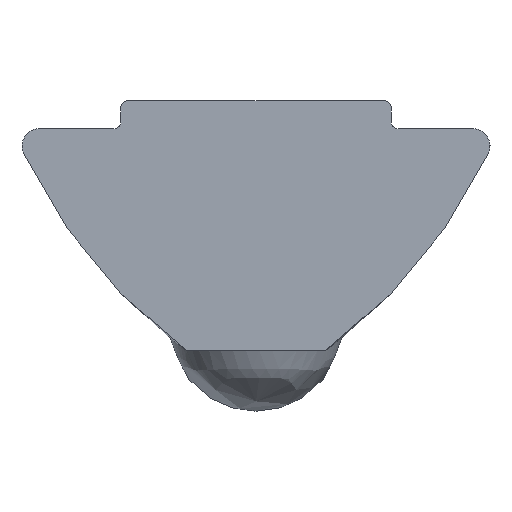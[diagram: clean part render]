
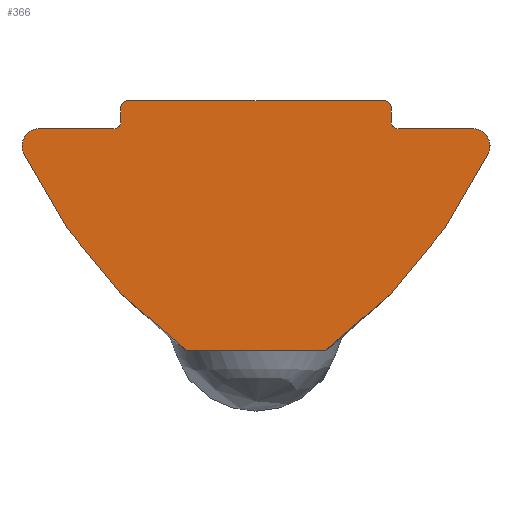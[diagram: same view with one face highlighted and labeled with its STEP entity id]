
A CAD part, left-side view. The second image highlights one B-rep face of the part: STEP entity #366.
In plain terms, the highlighted planar face has unit normal (-1, 0, 0).
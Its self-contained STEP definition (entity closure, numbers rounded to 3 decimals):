
#13 = CIRCLE ( 'NONE', #49, 0.2 ) ;
#25 = AXIS2_PLACEMENT_3D ( 'NONE', #407, #90, #590 ) ;
#43 = CARTESIAN_POINT ( 'NONE',  ( -7.5, -6.245, -0.8 ) ) ;
#45 = EDGE_CURVE ( 'NONE', #454, #222, #719, .T. ) ;
#48 = CARTESIAN_POINT ( 'NONE',  ( -7.5, -6.245, -1.305 ) ) ;
#49 = AXIS2_PLACEMENT_3D ( 'NONE', #786, #338, #220 ) ;
#52 = DIRECTION ( 'NONE',  ( 0., -1., 0. ) ) ;
#55 = LINE ( 'NONE', #562, #371 ) ;
#58 = CARTESIAN_POINT ( 'NONE',  ( -7.5, -4.1, -0.8 ) ) ;
#60 = CARTESIAN_POINT ( 'NONE',  ( -7.5, 3.7, -7.2 ) ) ;
#65 = LINE ( 'NONE', #398, #746 ) ;
#70 = ORIENTED_EDGE ( 'NONE', *, *, #86, .F. ) ;
#72 = ORIENTED_EDGE ( 'NONE', *, *, #450, .T. ) ;
#80 = AXIS2_PLACEMENT_3D ( 'NONE', #83, #537, #782 ) ;
#81 = CARTESIAN_POINT ( 'NONE',  ( -7.5, 3.9, -0.6 ) ) ;
#83 = CARTESIAN_POINT ( 'NONE',  ( -7.5, -3.7, -0.2 ) ) ;
#86 = EDGE_CURVE ( 'NONE', #454, #189, #467, .T. ) ;
#90 = DIRECTION ( 'NONE',  ( 1., 0., 0. ) ) ;
#104 = DIRECTION ( 'NONE',  ( 0., 0., 1. ) ) ;
#109 = ORIENTED_EDGE ( 'NONE', *, *, #45, .T. ) ;
#119 = DIRECTION ( 'NONE',  ( 0., 0., 1. ) ) ;
#122 = CARTESIAN_POINT ( 'NONE',  ( -7.5, 3.9, -0.2 ) ) ;
#124 = DIRECTION ( 'NONE',  ( 1., 0., 0. ) ) ;
#127 = AXIS2_PLACEMENT_3D ( 'NONE', #418, #820, #675 ) ;
#133 = CARTESIAN_POINT ( 'NONE',  ( -7.5, -6.701, -1.522 ) ) ;
#154 = ORIENTED_EDGE ( 'NONE', *, *, #498, .F. ) ;
#156 = EDGE_CURVE ( 'NONE', #816, #756, #586, .T. ) ;
#163 = ORIENTED_EDGE ( 'NONE', *, *, #156, .F. ) ;
#166 = CIRCLE ( 'NONE', #209, 0.505 ) ;
#189 = VERTEX_POINT ( 'NONE', #539 ) ;
#193 = ORIENTED_EDGE ( 'NONE', *, *, #572, .F. ) ;
#203 = CARTESIAN_POINT ( 'NONE',  ( -7.5, -4.1, -0.6 ) ) ;
#209 = AXIS2_PLACEMENT_3D ( 'NONE', #48, #757, #620 ) ;
#218 = VERTEX_POINT ( 'NONE', #43 ) ;
#220 = DIRECTION ( 'NONE',  ( 0., 0., 1. ) ) ;
#222 = VERTEX_POINT ( 'NONE', #356 ) ;
#242 = DIRECTION ( 'NONE',  ( 0., 0., -1. ) ) ;
#247 = LINE ( 'NONE', #825, #411 ) ;
#248 = CARTESIAN_POINT ( 'NONE',  ( -7.5, 3.7, -0.2 ) ) ;
#256 = EDGE_CURVE ( 'NONE', #686, #602, #805, .T. ) ;
#257 = VERTEX_POINT ( 'NONE', #830 ) ;
#262 = CARTESIAN_POINT ( 'NONE',  ( -7.5, -2.001, -7.2 ) ) ;
#263 = AXIS2_PLACEMENT_3D ( 'NONE', #203, #645, #323 ) ;
#264 = AXIS2_PLACEMENT_3D ( 'NONE', #248, #584, #242 ) ;
#265 = VERTEX_POINT ( 'NONE', #574 ) ;
#303 = DIRECTION ( 'NONE',  ( 0., -1., 0. ) ) ;
#320 = DIRECTION ( 'NONE',  ( 0., -1., 0. ) ) ;
#323 = DIRECTION ( 'NONE',  ( 0., 0., 1. ) ) ;
#338 = DIRECTION ( 'NONE',  ( 1., 0., 0. ) ) ;
#353 = VERTEX_POINT ( 'NONE', #712 ) ;
#355 = EDGE_CURVE ( 'NONE', #257, #353, #499, .T. ) ;
#356 = CARTESIAN_POINT ( 'NONE',  ( -7.5, 3.9, -0.6 ) ) ;
#366 = ADVANCED_FACE ( 'NONE', ( #569 ), #509, .F. ) ;
#368 = ORIENTED_EDGE ( 'NONE', *, *, #480, .F. ) ;
#371 = VECTOR ( 'NONE', #303, 1000. ) ;
#390 = CARTESIAN_POINT ( 'NONE',  ( -7.5, 6.701, -1.522 ) ) ;
#398 = CARTESIAN_POINT ( 'NONE',  ( -7.5, 3.7, -0.8 ) ) ;
#407 = CARTESIAN_POINT ( 'NONE',  ( -7.5, 3.7, -0.2 ) ) ;
#411 = VECTOR ( 'NONE', #52, 1000. ) ;
#413 = VECTOR ( 'NONE', #631, 1000. ) ;
#418 = CARTESIAN_POINT ( 'NONE',  ( -7.5, 6.245, -1.305 ) ) ;
#419 = EDGE_CURVE ( 'NONE', #617, #353, #657, .T. ) ;
#435 = AXIS2_PLACEMENT_3D ( 'NONE', #493, #124, #119 ) ;
#450 = EDGE_CURVE ( 'NONE', #222, #819, #13, .T. ) ;
#454 = VERTEX_POINT ( 'NONE', #122 ) ;
#467 = CIRCLE ( 'NONE', #25, 0.2 ) ;
#470 = EDGE_CURVE ( 'NONE', #265, #819, #55, .T. ) ;
#472 = DIRECTION ( 'NONE',  ( 1., 0., 0. ) ) ;
#480 = EDGE_CURVE ( 'NONE', #218, #686, #166, .T. ) ;
#489 = ORIENTED_EDGE ( 'NONE', *, *, #419, .F. ) ;
#493 = CARTESIAN_POINT ( 'NONE',  ( -7.5, 6.85, 4.91 ) ) ;
#498 = EDGE_CURVE ( 'NONE', #189, #617, #247, .T. ) ;
#499 = LINE ( 'NONE', #697, #413 ) ;
#500 = CARTESIAN_POINT ( 'NONE',  ( -7.5, 4.1, -0.8 ) ) ;
#508 = EDGE_LOOP ( 'NONE', ( #109, #72, #536, #193, #163, #573, #768, #368, #665, #706, #677, #489, #154, #70 ) ) ;
#509 = PLANE ( 'NONE',  #264 ) ;
#536 = ORIENTED_EDGE ( 'NONE', *, *, #470, .F. ) ;
#537 = DIRECTION ( 'NONE',  ( 1., 0., 0. ) ) ;
#539 = CARTESIAN_POINT ( 'NONE',  ( -7.5, 3.7, 0. ) ) ;
#558 = AXIS2_PLACEMENT_3D ( 'NONE', #796, #472, #104 ) ;
#562 = CARTESIAN_POINT ( 'NONE',  ( -7.5, 3.7, -0.8 ) ) ;
#569 = FACE_OUTER_BOUND ( 'NONE', #508, .T. ) ;
#571 = CARTESIAN_POINT ( 'NONE',  ( -7.5, -3.7, 0. ) ) ;
#572 = EDGE_CURVE ( 'NONE', #756, #265, #775, .T. ) ;
#573 = ORIENTED_EDGE ( 'NONE', *, *, #654, .F. ) ;
#574 = CARTESIAN_POINT ( 'NONE',  ( -7.5, 6.245, -0.8 ) ) ;
#584 = DIRECTION ( 'NONE',  ( 1., 0., 0. ) ) ;
#586 = CIRCLE ( 'NONE', #558, 15. ) ;
#590 = DIRECTION ( 'NONE',  ( 0., 0., 1. ) ) ;
#602 = VERTEX_POINT ( 'NONE', #262 ) ;
#605 = EDGE_CURVE ( 'NONE', #752, #218, #65, .T. ) ;
#617 = VERTEX_POINT ( 'NONE', #571 ) ;
#620 = DIRECTION ( 'NONE',  ( 0., 0., 1. ) ) ;
#621 = CIRCLE ( 'NONE', #263, 0.2 ) ;
#631 = DIRECTION ( 'NONE',  ( 0., 0., 1. ) ) ;
#645 = DIRECTION ( 'NONE',  ( 1., 0., 0. ) ) ;
#654 = EDGE_CURVE ( 'NONE', #602, #816, #658, .T. ) ;
#657 = CIRCLE ( 'NONE', #80, 0.2 ) ;
#658 = LINE ( 'NONE', #60, #791 ) ;
#665 = ORIENTED_EDGE ( 'NONE', *, *, #605, .F. ) ;
#675 = DIRECTION ( 'NONE',  ( 0., 0., 1. ) ) ;
#677 = ORIENTED_EDGE ( 'NONE', *, *, #355, .T. ) ;
#686 = VERTEX_POINT ( 'NONE', #133 ) ;
#697 = CARTESIAN_POINT ( 'NONE',  ( -7.5, -3.9, -0.2 ) ) ;
#706 = ORIENTED_EDGE ( 'NONE', *, *, #797, .T. ) ;
#708 = CARTESIAN_POINT ( 'NONE',  ( -7.5, 2.001, -7.2 ) ) ;
#712 = CARTESIAN_POINT ( 'NONE',  ( -7.5, -3.9, -0.2 ) ) ;
#719 = LINE ( 'NONE', #81, #777 ) ;
#731 = DIRECTION ( 'NONE',  ( 0., 0., -1. ) ) ;
#746 = VECTOR ( 'NONE', #320, 1000. ) ;
#752 = VERTEX_POINT ( 'NONE', #58 ) ;
#756 = VERTEX_POINT ( 'NONE', #390 ) ;
#757 = DIRECTION ( 'NONE',  ( 1., 0., 0. ) ) ;
#768 = ORIENTED_EDGE ( 'NONE', *, *, #256, .F. ) ;
#774 = DIRECTION ( 'NONE',  ( 0., 1., 0. ) ) ;
#775 = CIRCLE ( 'NONE', #127, 0.505 ) ;
#777 = VECTOR ( 'NONE', #731, 1000. ) ;
#782 = DIRECTION ( 'NONE',  ( 0., 0., 1. ) ) ;
#786 = CARTESIAN_POINT ( 'NONE',  ( -7.5, 4.1, -0.6 ) ) ;
#791 = VECTOR ( 'NONE', #774, 1000. ) ;
#796 = CARTESIAN_POINT ( 'NONE',  ( -7.5, -6.85, 4.91 ) ) ;
#797 = EDGE_CURVE ( 'NONE', #752, #257, #621, .T. ) ;
#805 = CIRCLE ( 'NONE', #435, 15. ) ;
#816 = VERTEX_POINT ( 'NONE', #708 ) ;
#819 = VERTEX_POINT ( 'NONE', #500 ) ;
#820 = DIRECTION ( 'NONE',  ( 1., 0., 0. ) ) ;
#825 = CARTESIAN_POINT ( 'NONE',  ( -7.5, 3.7, 0. ) ) ;
#830 = CARTESIAN_POINT ( 'NONE',  ( -7.5, -3.9, -0.6 ) ) ;
